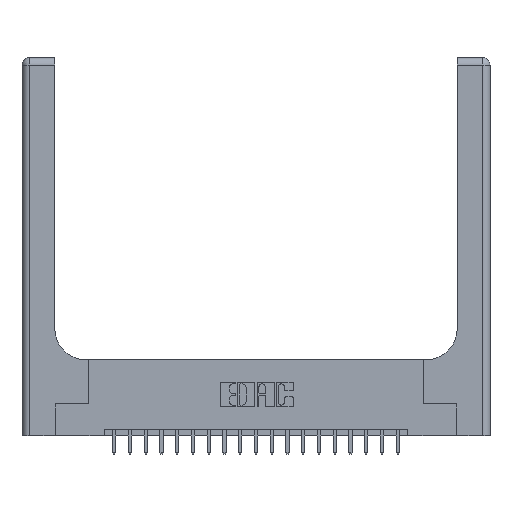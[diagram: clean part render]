
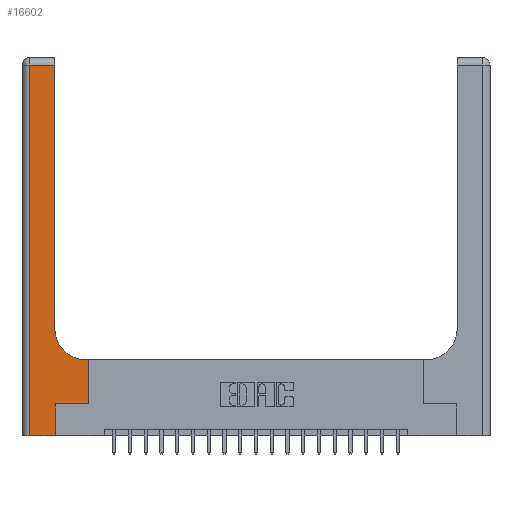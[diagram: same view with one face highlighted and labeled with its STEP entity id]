
A CAD part, top view. The second image highlights one B-rep face of the part: STEP entity #16602.
In plain terms, the highlighted planar face has unit normal (0, 0, 1).
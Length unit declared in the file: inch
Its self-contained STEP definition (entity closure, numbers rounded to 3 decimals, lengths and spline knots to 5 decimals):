
#323 = CARTESIAN_POINT ( 'NONE',  ( 0.265, 0., 0.37 ) ) ;
#471 = CARTESIAN_POINT ( 'NONE',  ( 0.265, 0.25, 0.37 ) ) ;
#713 = EDGE_CURVE ( 'NONE', #20938, #3809, #8586, .T. ) ;
#1694 = CARTESIAN_POINT ( 'NONE',  ( 0.06, 2.94, 0.37 ) ) ;
#1789 = EDGE_CURVE ( 'NONE', #8274, #21096, #18462, .T. ) ;
#1791 = CARTESIAN_POINT ( 'NONE',  ( 0.265, 0.25, 0.37 ) ) ;
#1889 = ORIENTED_EDGE ( 'NONE', *, *, #18340, .T. ) ;
#1984 = DIRECTION ( 'NONE',  ( 0., 1., 0. ) ) ;
#2047 = PLANE ( 'NONE',  #12440 ) ;
#2351 = LINE ( 'NONE', #12453, #2807 ) ;
#2541 = VECTOR ( 'NONE', #6425, 39.37008 ) ;
#2807 = VECTOR ( 'NONE', #15752, 39.37008 ) ;
#3105 = CARTESIAN_POINT ( 'NONE',  ( 0.51, 0.85, 0.37 ) ) ;
#3729 = EDGE_CURVE ( 'NONE', #14059, #16630, #11757, .T. ) ;
#3809 = VERTEX_POINT ( 'NONE', #1791 ) ;
#3890 = FACE_OUTER_BOUND ( 'NONE', #9594, .T. ) ;
#3960 = ORIENTED_EDGE ( 'NONE', *, *, #18378, .T. ) ;
#4095 = ORIENTED_EDGE ( 'NONE', *, *, #713, .T. ) ;
#5446 = ORIENTED_EDGE ( 'NONE', *, *, #3729, .T. ) ;
#5545 = CARTESIAN_POINT ( 'NONE',  ( 0.26, 0.6, 0.37 ) ) ;
#6320 = CARTESIAN_POINT ( 'NONE',  ( 0., 2.94, 0.37 ) ) ;
#6425 = DIRECTION ( 'NONE',  ( -1., 0., 0. ) ) ;
#6566 = CARTESIAN_POINT ( 'NONE',  ( 0.26, 3., 0.37 ) ) ;
#7040 = DIRECTION ( 'NONE',  ( 1., 0., 0. ) ) ;
#7711 = VECTOR ( 'NONE', #7040, 39.37008 ) ;
#8030 = VERTEX_POINT ( 'NONE', #13480 ) ;
#8274 = VERTEX_POINT ( 'NONE', #11126 ) ;
#8586 = LINE ( 'NONE', #323, #12838 ) ;
#8602 = CARTESIAN_POINT ( 'NONE',  ( 0., 3., 0.37 ) ) ;
#9141 = VECTOR ( 'NONE', #1984, 39.37008 ) ;
#9312 = CARTESIAN_POINT ( 'NONE',  ( 0.265, 0., 0.37 ) ) ;
#9332 = ORIENTED_EDGE ( 'NONE', *, *, #18841, .T. ) ;
#9594 = EDGE_LOOP ( 'NONE', ( #21008, #1889, #16227, #3960, #4095, #9332, #13553, #20141, #5446 ) ) ;
#9806 = VERTEX_POINT ( 'NONE', #1694 ) ;
#9982 = DIRECTION ( 'NONE',  ( 0., 1., 0. ) ) ;
#10087 = DIRECTION ( 'NONE',  ( 0., 1., 0. ) ) ;
#10101 = CARTESIAN_POINT ( 'NONE',  ( 0.26, 0.85, 0.37 ) ) ;
#10697 = VECTOR ( 'NONE', #9982, 39.37008 ) ;
#11126 = CARTESIAN_POINT ( 'NONE',  ( 0.528, 0.25, 0.37 ) ) ;
#11381 = LINE ( 'NONE', #6566, #10697 ) ;
#11717 = DIRECTION ( 'NONE',  ( 0., 0., -1. ) ) ;
#11757 = CIRCLE ( 'NONE', #14463, 0.25 ) ;
#11792 = CARTESIAN_POINT ( 'NONE',  ( 0.06, 0., 0.37 ) ) ;
#11880 = DIRECTION ( 'NONE',  ( 1., 0., 0. ) ) ;
#12061 = DIRECTION ( 'NONE',  ( -1., 0., 0. ) ) ;
#12064 = EDGE_CURVE ( 'NONE', #16630, #8030, #11381, .T. ) ;
#12440 = AXIS2_PLACEMENT_3D ( 'NONE', #8602, #11717, #13729 ) ;
#12453 = CARTESIAN_POINT ( 'NONE',  ( 0.06, 3., 0.37 ) ) ;
#12838 = VECTOR ( 'NONE', #10087, 39.37008 ) ;
#13480 = CARTESIAN_POINT ( 'NONE',  ( 0.26, 2.94, 0.37 ) ) ;
#13553 = ORIENTED_EDGE ( 'NONE', *, *, #1789, .T. ) ;
#13729 = DIRECTION ( 'NONE',  ( -1., 0., 0. ) ) ;
#14059 = VERTEX_POINT ( 'NONE', #18591 ) ;
#14463 = AXIS2_PLACEMENT_3D ( 'NONE', #3105, #19558, #14534 ) ;
#14534 = DIRECTION ( 'NONE',  ( 1., 0., 0. ) ) ;
#14852 = CARTESIAN_POINT ( 'NONE',  ( 0., 0., 0.37 ) ) ;
#15138 = LINE ( 'NONE', #471, #7711 ) ;
#15405 = EDGE_CURVE ( 'NONE', #9806, #17070, #2351, .T. ) ;
#15752 = DIRECTION ( 'NONE',  ( 0., -1., 0. ) ) ;
#16227 = ORIENTED_EDGE ( 'NONE', *, *, #15405, .T. ) ;
#16602 = ADVANCED_FACE ( 'NONE', ( #3890 ), #2047, .F. ) ;
#16630 = VERTEX_POINT ( 'NONE', #10101 ) ;
#16655 = CARTESIAN_POINT ( 'NONE',  ( 0.528, 0.25, 0.37 ) ) ;
#16776 = CARTESIAN_POINT ( 'NONE',  ( 0.528, 0.6, 0.37 ) ) ;
#16850 = LINE ( 'NONE', #5545, #20992 ) ;
#17070 = VERTEX_POINT ( 'NONE', #11792 ) ;
#18340 = EDGE_CURVE ( 'NONE', #8030, #9806, #20941, .T. ) ;
#18378 = EDGE_CURVE ( 'NONE', #17070, #20938, #20193, .T. ) ;
#18462 = LINE ( 'NONE', #16655, #9141 ) ;
#18591 = CARTESIAN_POINT ( 'NONE',  ( 0.51, 0.6, 0.37 ) ) ;
#18841 = EDGE_CURVE ( 'NONE', #3809, #8274, #15138, .T. ) ;
#19558 = DIRECTION ( 'NONE',  ( 0., 0., -1. ) ) ;
#19842 = EDGE_CURVE ( 'NONE', #21096, #14059, #16850, .T. ) ;
#19978 = VECTOR ( 'NONE', #11880, 39.37008 ) ;
#20141 = ORIENTED_EDGE ( 'NONE', *, *, #19842, .T. ) ;
#20193 = LINE ( 'NONE', #14852, #19978 ) ;
#20938 = VERTEX_POINT ( 'NONE', #9312 ) ;
#20941 = LINE ( 'NONE', #6320, #2541 ) ;
#20992 = VECTOR ( 'NONE', #12061, 39.37008 ) ;
#21008 = ORIENTED_EDGE ( 'NONE', *, *, #12064, .T. ) ;
#21096 = VERTEX_POINT ( 'NONE', #16776 ) ;
